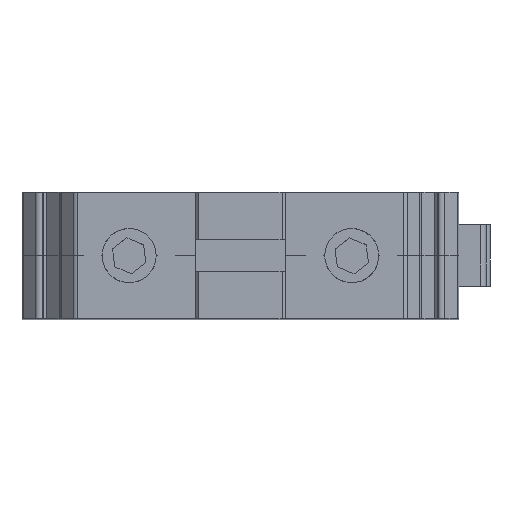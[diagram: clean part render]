
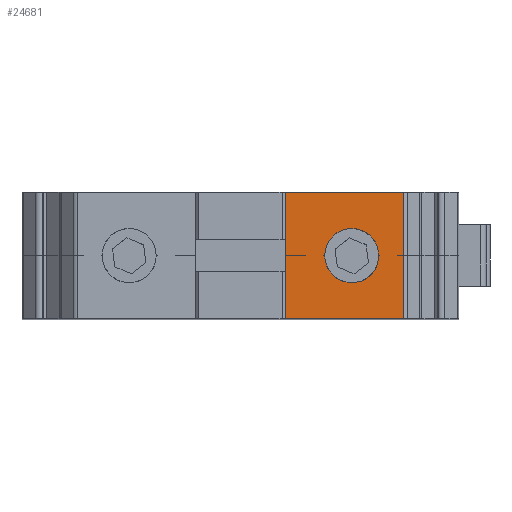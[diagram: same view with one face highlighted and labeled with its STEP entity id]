
A CAD part, top view. The second image highlights one B-rep face of the part: STEP entity #24681.
In plain terms, the highlighted planar face has unit normal (0, 0, 1).
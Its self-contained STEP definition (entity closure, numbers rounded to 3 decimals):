
#318=CIRCLE('',#33827,4.38);
#319=CIRCLE('',#33829,4.38);
#701=CIRCLE('',#34999,4.38);
#702=CIRCLE('',#35001,7.5);
#703=CIRCLE('',#35002,7.5);
#704=CIRCLE('',#35003,4.549);
#705=CIRCLE('',#35004,4.549);
#706=CIRCLE('',#35005,4.549);
#5797=ORIENTED_EDGE('',*,*,#11107,.T.);
#5798=ORIENTED_EDGE('',*,*,#9305,.F.);
#5799=ORIENTED_EDGE('',*,*,#8608,.F.);
#5800=ORIENTED_EDGE('',*,*,#11108,.F.);
#5801=ORIENTED_EDGE('',*,*,#10783,.F.);
#5802=ORIENTED_EDGE('',*,*,#11109,.T.);
#5803=ORIENTED_EDGE('',*,*,#10903,.T.);
#5804=ORIENTED_EDGE('',*,*,#11048,.T.);
#5805=ORIENTED_EDGE('',*,*,#8680,.F.);
#5806=ORIENTED_EDGE('',*,*,#11110,.F.);
#5807=ORIENTED_EDGE('',*,*,#8724,.F.);
#5808=ORIENTED_EDGE('',*,*,#9479,.F.);
#5809=ORIENTED_EDGE('',*,*,#11111,.T.);
#5810=ORIENTED_EDGE('',*,*,#8676,.F.);
#5811=ORIENTED_EDGE('',*,*,#11106,.T.);
#5812=ORIENTED_EDGE('',*,*,#8673,.F.);
#5813=ORIENTED_EDGE('',*,*,#11112,.T.);
#5814=ORIENTED_EDGE('',*,*,#8727,.F.);
#5815=ORIENTED_EDGE('',*,*,#8715,.T.);
#5816=ORIENTED_EDGE('',*,*,#11113,.T.);
#5817=ORIENTED_EDGE('',*,*,#8711,.T.);
#5818=ORIENTED_EDGE('',*,*,#8719,.F.);
#8608=EDGE_CURVE('',#12162,#12163,#14564,.T.);
#8673=EDGE_CURVE('',#12215,#12216,#14613,.T.);
#8676=EDGE_CURVE('',#12218,#12219,#14616,.T.);
#8680=EDGE_CURVE('',#12220,#12222,#14620,.T.);
#8711=EDGE_CURVE('',#12245,#12246,#318,.T.);
#8715=EDGE_CURVE('',#12248,#12247,#319,.T.);
#8719=EDGE_CURVE('',#12250,#12246,#14644,.T.);
#8724=EDGE_CURVE('',#12255,#12256,#14648,.T.);
#8727=EDGE_CURVE('',#12248,#12258,#14650,.T.);
#9305=EDGE_CURVE('',#12163,#12702,#15076,.T.);
#9479=EDGE_CURVE('',#12809,#12255,#15217,.T.);
#10783=EDGE_CURVE('',#13705,#13706,#16328,.T.);
#10903=EDGE_CURVE('',#13788,#13787,#16426,.T.);
#11048=EDGE_CURVE('',#13787,#12222,#16537,.T.);
#11106=EDGE_CURVE('',#12218,#12216,#701,.T.);
#11107=EDGE_CURVE('',#12809,#12702,#16583,.T.);
#11108=EDGE_CURVE('',#13706,#12162,#702,.T.);
#11109=EDGE_CURVE('',#13705,#13788,#16584,.T.);
#11110=EDGE_CURVE('',#12256,#12220,#703,.T.);
#11111=EDGE_CURVE('',#12250,#12219,#704,.T.);
#11112=EDGE_CURVE('',#12215,#12258,#705,.T.);
#11113=EDGE_CURVE('',#12247,#12245,#706,.T.);
#12162=VERTEX_POINT('',#43021);
#12163=VERTEX_POINT('',#43023);
#12215=VERTEX_POINT('',#43160);
#12216=VERTEX_POINT('',#43162);
#12218=VERTEX_POINT('',#43168);
#12219=VERTEX_POINT('',#43169);
#12220=VERTEX_POINT('',#43174);
#12222=VERTEX_POINT('',#43177);
#12245=VERTEX_POINT('',#43244);
#12246=VERTEX_POINT('',#43245);
#12247=VERTEX_POINT('',#43250);
#12248=VERTEX_POINT('',#43252);
#12250=VERTEX_POINT('',#43258);
#12255=VERTEX_POINT('',#43269);
#12256=VERTEX_POINT('',#43271);
#12258=VERTEX_POINT('',#43277);
#12702=VERTEX_POINT('',#44511);
#12809=VERTEX_POINT('',#44864);
#13705=VERTEX_POINT('',#47629);
#13706=VERTEX_POINT('',#47631);
#13787=VERTEX_POINT('',#47868);
#13788=VERTEX_POINT('',#47870);
#14564=LINE('',#43022,#17398);
#14613=LINE('',#43161,#17447);
#14616=LINE('',#43167,#17450);
#14620=LINE('',#43176,#17454);
#14644=LINE('',#43259,#17478);
#14648=LINE('',#43270,#17482);
#14650=LINE('',#43276,#17484);
#15076=LINE('',#44512,#17910);
#15217=LINE('',#44865,#18051);
#16328=LINE('',#47630,#19162);
#16426=LINE('',#47869,#19260);
#16537=LINE('',#48164,#19371);
#16583=LINE('',#48301,#19417);
#16584=LINE('',#48303,#19418);
#17398=VECTOR('',#35953,1000.);
#17447=VECTOR('',#36062,1000.);
#17450=VECTOR('',#36067,1000.);
#17454=VECTOR('',#36073,1000.);
#17478=VECTOR('',#36149,1000.);
#17482=VECTOR('',#36157,1000.);
#17484=VECTOR('',#36163,1000.);
#17910=VECTOR('',#37203,1000.);
#18051=VECTOR('',#37530,1000.);
#19162=VECTOR('',#39841,1000.);
#19260=VECTOR('',#40041,1000.);
#19371=VECTOR('',#40316,1000.);
#19417=VECTOR('',#40426,1000.);
#19418=VECTOR('',#40429,1000.);
#20997=EDGE_LOOP('',(#5797,#5798,#5799,#5800,#5801,#5802,#5803,#5804,#5805,
#5806,#5807,#5808));
#20998=EDGE_LOOP('',(#5809,#5810,#5811,#5812,#5813,#5814,#5815,#5816,#5817,
#5818));
#22396=FACE_BOUND('',#20997,.T.);
#22397=FACE_BOUND('',#20998,.T.);
#23544=PLANE('',#35000);
#24681=ADVANCED_FACE('',(#22396,#22397),#23544,.F.);
#33827=AXIS2_PLACEMENT_3D('',#43243,#36134,#36135);
#33829=AXIS2_PLACEMENT_3D('',#43251,#36141,#36142);
#34999=AXIS2_PLACEMENT_3D('',#48299,#40422,#40423);
#35000=AXIS2_PLACEMENT_3D('',#48300,#40424,#40425);
#35001=AXIS2_PLACEMENT_3D('',#48302,#40427,#40428);
#35002=AXIS2_PLACEMENT_3D('',#48304,#40430,#40431);
#35003=AXIS2_PLACEMENT_3D('',#48305,#40432,#40433);
#35004=AXIS2_PLACEMENT_3D('',#48306,#40434,#40435);
#35005=AXIS2_PLACEMENT_3D('',#48307,#40436,#40437);
#35953=DIRECTION('',(1.,0.,0.));
#36062=DIRECTION('',(-1.,0.,0.));
#36067=DIRECTION('',(-1.,0.,0.));
#36073=DIRECTION('',(-1.,0.,0.));
#36134=DIRECTION('',(0.,0.,-1.));
#36135=DIRECTION('',(1.,0.,0.));
#36141=DIRECTION('',(0.,0.,-1.));
#36142=DIRECTION('',(1.,0.,0.));
#36149=DIRECTION('',(1.,0.,0.));
#36157=DIRECTION('',(1.,0.,0.));
#36163=DIRECTION('',(1.,0.,0.));
#37203=DIRECTION('',(0.,-1.,0.));
#37530=DIRECTION('',(0.,1.,0.));
#39841=DIRECTION('',(-1.,0.,0.));
#40041=DIRECTION('',(-1.,0.,0.));
#40316=DIRECTION('',(0.,-1.,0.));
#40422=DIRECTION('',(0.,0.,-1.));
#40423=DIRECTION('',(-1.,0.,0.));
#40424=DIRECTION('',(0.,0.,-1.));
#40425=DIRECTION('',(-1.,0.,0.));
#40426=DIRECTION('',(1.,0.,0.));
#40427=DIRECTION('',(0.,0.,-1.));
#40428=DIRECTION('',(-1.,0.,0.));
#40429=DIRECTION('',(0.,1.,0.));
#40430=DIRECTION('',(0.,0.,-1.));
#40431=DIRECTION('',(-1.,0.,0.));
#40432=DIRECTION('',(0.,0.,-1.));
#40433=DIRECTION('',(-1.,0.,0.));
#40434=DIRECTION('',(0.,0.,-1.));
#40435=DIRECTION('',(-1.,0.,0.));
#40436=DIRECTION('',(0.,0.,-1.));
#40437=DIRECTION('',(-1.,0.,0.));
#43021=CARTESIAN_POINT('',(25.788,-10.3,40.344));
#43022=CARTESIAN_POINT('',(-26.196,-10.3,40.344));
#43023=CARTESIAN_POINT('',(26.676,-10.3,40.344));
#43160=CARTESIAN_POINT('',(22.837,-10.25,40.344));
#43161=CARTESIAN_POINT('',(-26.196,-10.25,40.344));
#43162=CARTESIAN_POINT('',(22.7,-10.25,40.344));
#43167=CARTESIAN_POINT('',(-26.196,-10.25,40.344));
#43168=CARTESIAN_POINT('',(13.94,-10.25,40.344));
#43169=CARTESIAN_POINT('',(13.743,-10.25,40.344));
#43174=CARTESIAN_POINT('',(10.791,-10.25,40.344));
#43176=CARTESIAN_POINT('',(-26.196,-10.25,40.344));
#43177=CARTESIAN_POINT('',(7.49,-10.25,40.344));
#43243=CARTESIAN_POINT('',(18.32,-10.3,40.344));
#43244=CARTESIAN_POINT('',(18.32,-14.68,40.344));
#43245=CARTESIAN_POINT('',(13.94,-10.3,40.344));
#43250=CARTESIAN_POINT('',(19.832,-14.411,40.344));
#43251=CARTESIAN_POINT('',(18.32,-10.3,40.344));
#43252=CARTESIAN_POINT('',(22.7,-10.3,40.344));
#43258=CARTESIAN_POINT('',(13.744,-10.3,40.344));
#43259=CARTESIAN_POINT('',(-26.196,-10.3,40.344));
#43269=CARTESIAN_POINT('',(7.49,-10.3,40.344));
#43270=CARTESIAN_POINT('',(-26.196,-10.3,40.344));
#43271=CARTESIAN_POINT('',(10.792,-10.3,40.344));
#43276=CARTESIAN_POINT('',(-26.196,-10.3,40.344));
#43277=CARTESIAN_POINT('',(22.835,-10.3,40.344));
#44511=CARTESIAN_POINT('',(26.676,-20.55,40.344));
#44512=CARTESIAN_POINT('',(26.676,-10.3,40.344));
#44864=CARTESIAN_POINT('',(7.49,-20.55,40.344));
#44865=CARTESIAN_POINT('',(7.49,-12.85,40.344));
#47629=CARTESIAN_POINT('',(26.676,-10.25,40.344));
#47630=CARTESIAN_POINT('',(-26.196,-10.25,40.344));
#47631=CARTESIAN_POINT('',(25.789,-10.25,40.344));
#47868=CARTESIAN_POINT('',(7.49,0.,40.344));
#47869=CARTESIAN_POINT('',(-26.196,0.,40.344));
#47870=CARTESIAN_POINT('',(26.676,0.,40.344));
#48164=CARTESIAN_POINT('',(7.49,-7.7,40.344));
#48299=CARTESIAN_POINT('',(18.32,-10.25,40.344));
#48300=CARTESIAN_POINT('',(-26.196,-10.25,40.344));
#48301=CARTESIAN_POINT('',(-26.196,-20.55,40.344));
#48302=CARTESIAN_POINT('',(18.29,-10.131,40.344));
#48303=CARTESIAN_POINT('',(26.676,-10.25,40.344));
#48304=CARTESIAN_POINT('',(18.29,-10.131,40.344));
#48305=CARTESIAN_POINT('',(18.29,-10.131,40.344));
#48306=CARTESIAN_POINT('',(18.29,-10.131,40.344));
#48307=CARTESIAN_POINT('',(18.29,-10.131,40.344));
